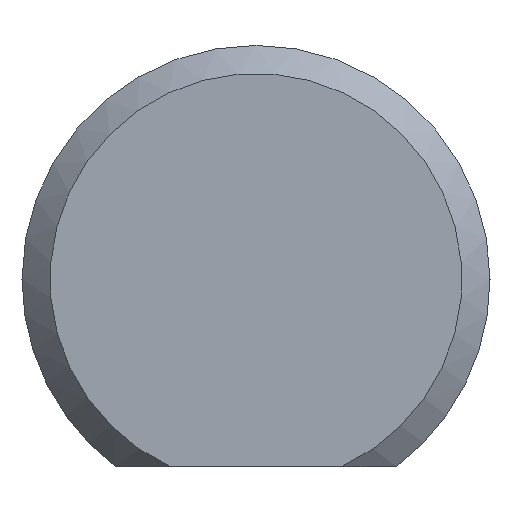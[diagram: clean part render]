
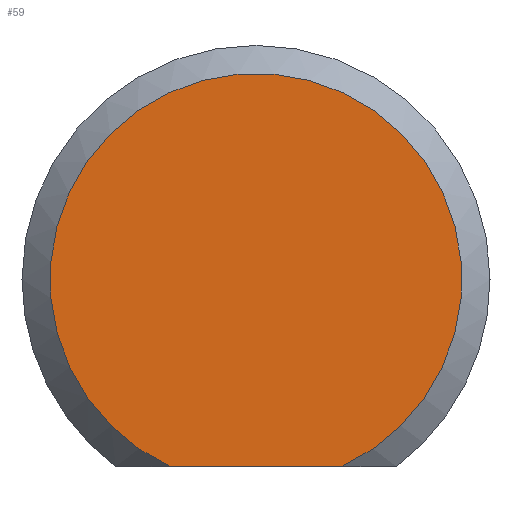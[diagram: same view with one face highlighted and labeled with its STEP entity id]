
A CAD part, left-side view. The second image highlights one B-rep face of the part: STEP entity #59.
In plain terms, the highlighted planar face has unit normal (-1, 0, 0).
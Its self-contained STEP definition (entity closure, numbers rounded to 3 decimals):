
#4 = DIRECTION ( 'NONE',  ( 0., 0., 1. ) ) ;
#48 = AXIS2_PLACEMENT_3D ( 'NONE', #244, #188, #4 ) ;
#51 = VERTEX_POINT ( 'NONE', #252 ) ;
#59 = ADVANCED_FACE ( 'NONE', ( #285 ), #346, .T. ) ;
#85 = LINE ( 'NONE', #300, #237 ) ;
#93 = EDGE_CURVE ( 'NONE', #261, #51, #333, .T. ) ;
#101 = EDGE_CURVE ( 'NONE', #261, #51, #85, .T. ) ;
#127 = ORIENTED_EDGE ( 'NONE', *, *, #101, .F. ) ;
#188 = DIRECTION ( 'NONE',  ( -1., 0., 0. ) ) ;
#195 = CARTESIAN_POINT ( 'NONE',  ( -47.5, 145.083, -2. ) ) ;
#222 = ORIENTED_EDGE ( 'NONE', *, *, #93, .T. ) ;
#235 = DIRECTION ( 'NONE',  ( -1., 0., 0. ) ) ;
#237 = VECTOR ( 'NONE', #328, 1000. ) ;
#244 = CARTESIAN_POINT ( 'NONE',  ( -47.5, 146., 0. ) ) ;
#252 = CARTESIAN_POINT ( 'NONE',  ( -47.5, 146.917, -2. ) ) ;
#261 = VERTEX_POINT ( 'NONE', #195 ) ;
#279 = EDGE_LOOP ( 'NONE', ( #127, #222 ) ) ;
#285 = FACE_OUTER_BOUND ( 'NONE', #279, .T. ) ;
#294 = CARTESIAN_POINT ( 'NONE',  ( -47.5, 146., 0. ) ) ;
#300 = CARTESIAN_POINT ( 'NONE',  ( -47.5, 146., -2. ) ) ;
#302 = AXIS2_PLACEMENT_3D ( 'NONE', #294, #235, #330 ) ;
#328 = DIRECTION ( 'NONE',  ( 0., 1., 0. ) ) ;
#330 = DIRECTION ( 'NONE',  ( 0., -1., 0. ) ) ;
#333 = CIRCLE ( 'NONE', #302, 2.2 ) ;
#346 = PLANE ( 'NONE',  #48 ) ;
